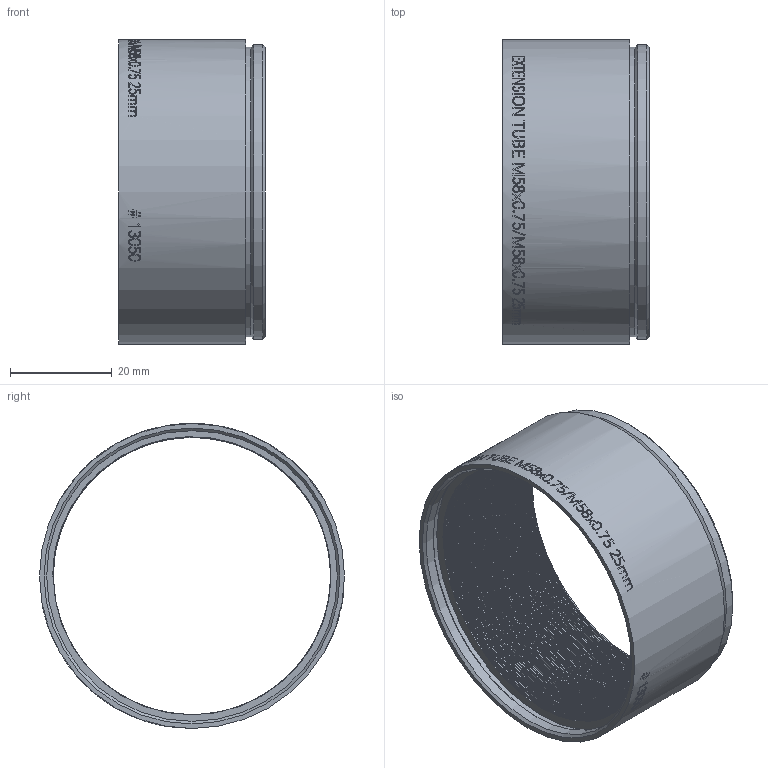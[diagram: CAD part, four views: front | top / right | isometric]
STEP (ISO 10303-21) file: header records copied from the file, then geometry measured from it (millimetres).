
FILE_DESCRIPTION(/* description */ (''),/* implementation_level */ '2;1');
FILE_NAME(/* name */ '13050_00168110_001.stp',/* time_stamp */ '2022-06-24T13:05:28+02:00',/* author */ (''),/* organization */ (''),/* preprocessor_version */ 'ST-DEVELOPER v16',/* originating_system */ 'SIEMENS PLM Software NX 10.0',/* authorisation */ '');
FILE_SCHEMA (('AP203_CONFIGURATION_CONTROLLED_3D_DESIGN_OF_MECHANICAL_PARTS_AND_ASSEMBLIES_MIM_LF { 1 0 10303 403 2 1 2}'));
Length unit declared in the file: millimetre
Products named in the file (1): Froe3E7CFC24yv8z
Bounding box: 28.8 x 60 x 60 mm (x, y, z)
Volume: 2765.8 mm3; surface area: 18024.9 mm2
Topology: 1 solids, 2 shells, 146 faces, 663 edges, 598 vertices
Faces by surface type: cylinder 134, plane 6, cone 4, bspline 2
Full cylindrical faces by diameter (mm): 54.6 x49, 56.98 x1, 57.18 x1, 58 x1, 58.2 x1, 60 x2
Entity records: 14426 total; most frequent: CARTESIAN_POINT 10887, ORIENTED_EDGE 1008, EDGE_CURVE 505, VERTEX_POINT 500, B_SPLINE_CURVE_WITH_KNOTS 483, DIRECTION 231, EDGE_LOOP 189, FACE_BOUND 121
